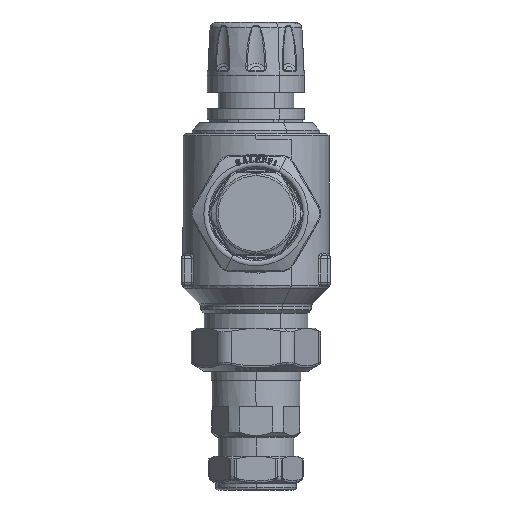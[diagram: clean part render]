
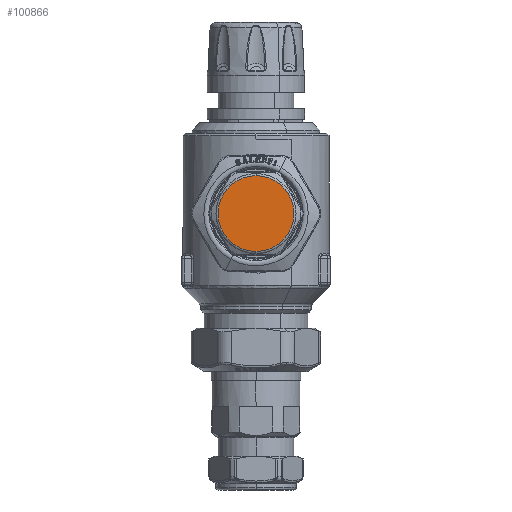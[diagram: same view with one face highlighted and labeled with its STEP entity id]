
A CAD part, front view. The second image highlights one B-rep face of the part: STEP entity #100866.
In plain terms, the highlighted planar face has unit normal (0, -1, 0).
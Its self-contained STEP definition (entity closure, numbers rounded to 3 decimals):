
#100843=CARTESIAN_POINT('Axis2P3D Location',(0.,83.747,233.779)) ;
#100848=CARTESIAN_POINT('Axis2P3D Location',(0.,83.747,215.279)) ;
#100852=CARTESIAN_POINT('Vertex',(0.,83.747,197.779)) ;
#100854=CARTESIAN_POINT('Vertex',(0.,83.747,232.779)) ;
#100857=CARTESIAN_POINT('Axis2P3D Location',(0.,83.747,215.279)) ;
#100844=DIRECTION('Axis2P3D Direction',(0.,-1.,0.)) ;
#100845=DIRECTION('Axis2P3D XDirection',(1.,0.,0.)) ;
#100849=DIRECTION('Axis2P3D Direction',(0.,-1.,0.)) ;
#100858=DIRECTION('Axis2P3D Direction',(0.,-1.,0.)) ;
#100846=AXIS2_PLACEMENT_3D('Plane Axis2P3D',#100843,#100844,#100845) ;
#100850=AXIS2_PLACEMENT_3D('Circle Axis2P3D',#100848,#100849,$) ;
#100859=AXIS2_PLACEMENT_3D('Circle Axis2P3D',#100857,#100858,$) ;
#100851=CIRCLE('generated circle',#100850,17.5) ;
#100860=CIRCLE('generated circle',#100859,17.5) ;
#100847=PLANE('',#100846) ;
#100856=EDGE_CURVE('',#100853,#100855,#100851,.T.) ;
#100861=EDGE_CURVE('',#100855,#100853,#100860,.T.) ;
#100863=ORIENTED_EDGE('',*,*,#100856,.T.) ;
#100864=ORIENTED_EDGE('',*,*,#100861,.T.) ;
#100862=EDGE_LOOP('',(#100863,#100864)) ;
#100853=VERTEX_POINT('',#100852) ;
#100855=VERTEX_POINT('',#100854) ;
#100866=ADVANCED_FACE('PartBody',(#100865),#100847,.T.) ;
#100865=FACE_OUTER_BOUND('',#100862,.T.) ;
